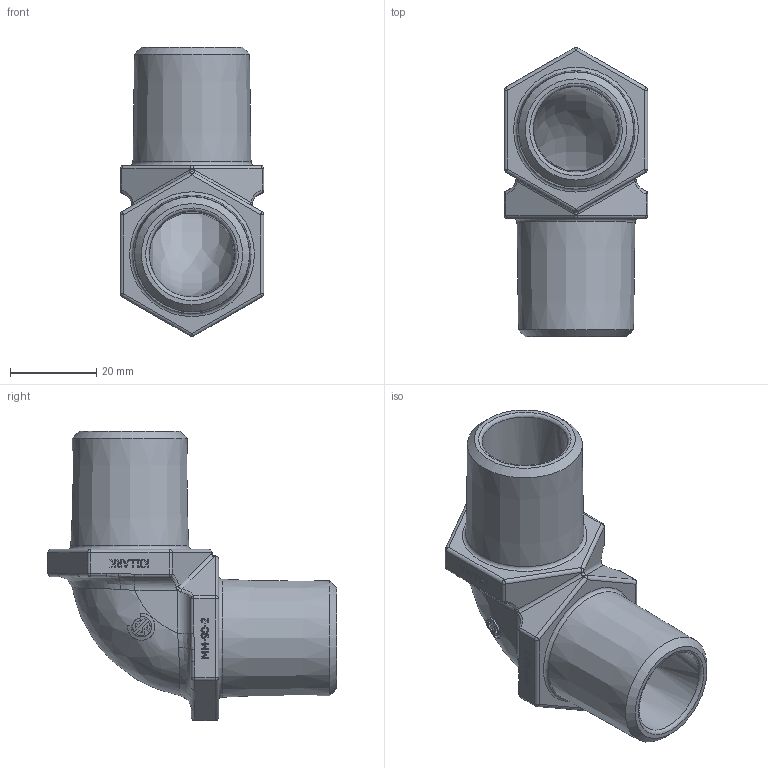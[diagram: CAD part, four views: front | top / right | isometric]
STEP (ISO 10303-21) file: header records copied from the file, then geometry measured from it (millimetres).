
FILE_DESCRIPTION(/* description */ (''),/* implementation_level */ '2;1');
FILE_NAME(/* name */ 'MM-90-2.ipt.stp',/* time_stamp */ '2021-03-17T11:49:39+05:00',/* author */ ('CJM'),/* organization */ (''),/* preprocessor_version */ 'ST-DEVELOPER v18',/* originating_system */ 'Autodesk Inventor 2020',/* authorisation */ '');
FILE_SCHEMA (('AUTOMOTIVE_DESIGN { 1 0 10303 214 3 1 1 }'));
Length unit declared in the file: inch
Products named in the file (1): MM-90-2
Bounding box: 33.34 x 67.15 x 67.15 mm (x, y, z)
Volume: 29204.9 mm3; surface area: 14742.3 mm2
Topology: 1 solids, 1 shells, 678 faces, 1777 edges, 1147 vertices
Faces by surface type: plane 376, bspline 214, cylinder 60, sphere 22, cone 4, torus 2
Full cylindrical faces by diameter (mm): 5.175 x1, 6.35 x1
Entity records: 23543 total; most frequent: CARTESIAN_POINT 8371, ORIENTED_EDGE 3536, DIRECTION 2338, EDGE_CURVE 1768, VERTEX_POINT 1147, LINE 1146, VECTOR 1146, EDGE_LOOP 735
